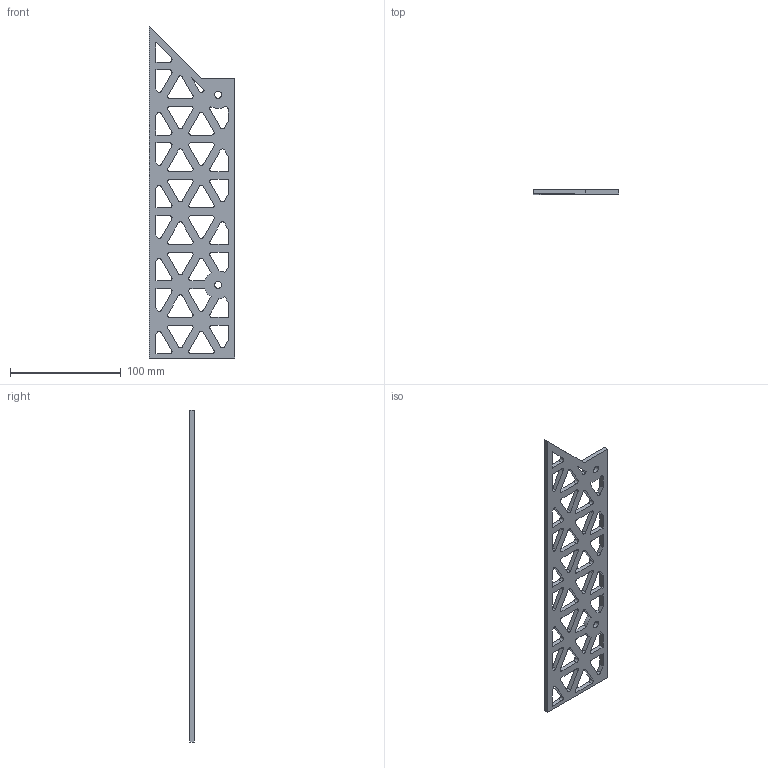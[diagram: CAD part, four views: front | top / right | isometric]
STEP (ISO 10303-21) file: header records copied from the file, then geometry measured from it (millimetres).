
FILE_DESCRIPTION((''),'2;1');
FILE_NAME('SIDE_MESH_RIGHT_BOTTOM','2022-08-30T19:30:49',('dinus'),(''),'CREO PARAMETRIC BY PTC INC, 2021164','CREO PARAMETRIC BY PTC INC, 2021164','');
FILE_SCHEMA(('CONFIG_CONTROL_DESIGN'));
Length unit declared in the file: millimetre
Products named in the file (1): SIDE_MESH_RIGHT_BOTTOM
Bounding box: 77 x 4 x 299.5 mm (x, y, z)
Volume: 51962.6 mm3; surface area: 37141 mm2
Topology: 1 solids, 1 shells, 204 faces, 606 edges, 404 vertices
Faces by surface type: plane 120, cylinder 84
Entity records: 7032 total; most frequent: CARTESIAN_POINT 1214, ORIENTED_EDGE 1212, DIRECTION 1182, EDGE_CURVE 606, VECTOR 438, LINE 438, VERTEX_POINT 404, AXIS2_PLACEMENT_3D 372
